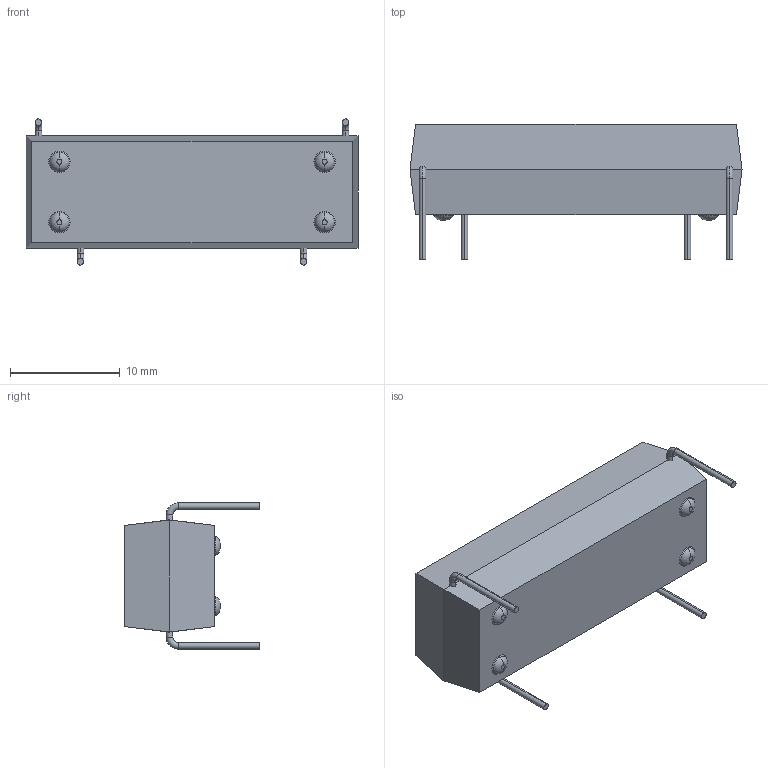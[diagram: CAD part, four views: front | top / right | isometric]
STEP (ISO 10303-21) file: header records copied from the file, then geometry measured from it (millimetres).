
FILE_DESCRIPTION (( 'STEP AP214' ), '1' );
FILE_NAME ('KT12-1A-40L-THT.STEP', '2021-10-03T00:26:33', ( '' ), ( '' ), 'SwSTEP 2.0', 'SolidWorks 2017', '' );
FILE_SCHEMA (( 'AUTOMOTIVE_DESIGN' ));
Length unit declared in the file: millimetre
Products named in the file (1): KT12-1A-40L-THT
Bounding box: 30.2 x 12.3 x 13.3 mm (x, y, z)
Volume: 2376 mm3; surface area: 1269.3 mm2
Topology: 5 solids, 5 shells, 68 faces, 134 edges, 80 vertices
Faces by surface type: torus 24, plane 24, cylinder 20
Entity records: 1828 total; most frequent: DIRECTION 348, CARTESIAN_POINT 307, ORIENTED_EDGE 268, AXIS2_PLACEMENT_3D 153, EDGE_CURVE 134, CIRCLE 84, VERTEX_POINT 80, EDGE_LOOP 72
